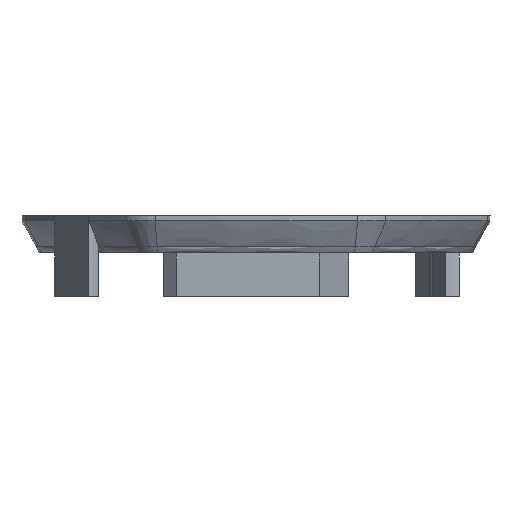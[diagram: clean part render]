
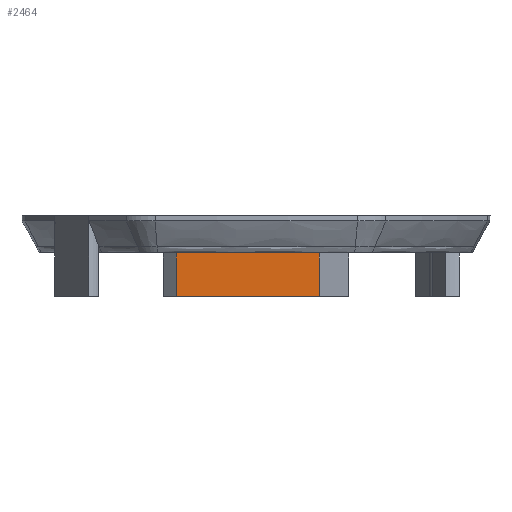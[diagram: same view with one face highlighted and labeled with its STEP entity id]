
A CAD part, front view. The second image highlights one B-rep face of the part: STEP entity #2464.
In plain terms, the highlighted planar face has unit normal (0, -1, 0).
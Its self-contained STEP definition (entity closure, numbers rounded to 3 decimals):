
#80=PLANE('',#2583);
#244=FACE_OUTER_BOUND('',#388,.T.);
#388=EDGE_LOOP('',(#2159,#2160,#2161,#2162));
#618=LINE('',#6685,#866);
#625=LINE('',#6699,#873);
#626=LINE('',#6701,#874);
#627=LINE('',#6702,#875);
#866=VECTOR('',#2967,10.);
#873=VECTOR('',#2976,10.);
#874=VECTOR('',#2977,10.);
#875=VECTOR('',#2978,10.);
#1174=VERTEX_POINT('',#6682);
#1175=VERTEX_POINT('',#6684);
#1181=VERTEX_POINT('',#6698);
#1182=VERTEX_POINT('',#6700);
#1508=EDGE_CURVE('',#1174,#1175,#618,.T.);
#1515=EDGE_CURVE('',#1181,#1174,#625,.T.);
#1516=EDGE_CURVE('',#1182,#1181,#626,.T.);
#1517=EDGE_CURVE('',#1175,#1182,#627,.T.);
#2159=ORIENTED_EDGE('',*,*,#1515,.F.);
#2160=ORIENTED_EDGE('',*,*,#1516,.F.);
#2161=ORIENTED_EDGE('',*,*,#1517,.F.);
#2162=ORIENTED_EDGE('',*,*,#1508,.F.);
#2464=ADVANCED_FACE('',(#244),#80,.T.);
#2583=AXIS2_PLACEMENT_3D('',#6697,#2974,#2975);
#2967=DIRECTION('',(1.,0.,0.));
#2974=DIRECTION('center_axis',(0.,-1.,0.));
#2975=DIRECTION('ref_axis',(-1.,0.,0.));
#2976=DIRECTION('',(0.,0.,1.));
#2977=DIRECTION('',(-1.,0.,0.));
#2978=DIRECTION('',(0.,0.,-1.));
#6682=CARTESIAN_POINT('',(-7.11,-39.224,1.3));
#6684=CARTESIAN_POINT('',(5.621,-39.224,1.3));
#6685=CARTESIAN_POINT('',(-7.11,-39.224,1.3));
#6697=CARTESIAN_POINT('Origin',(5.621,-39.224,0.));
#6698=CARTESIAN_POINT('',(-7.11,-39.224,-3.9));
#6699=CARTESIAN_POINT('',(-7.11,-39.224,0.));
#6700=CARTESIAN_POINT('',(5.621,-39.224,-3.9));
#6701=CARTESIAN_POINT('',(-7.11,-39.224,-3.9));
#6702=CARTESIAN_POINT('',(5.621,-39.224,0.));
